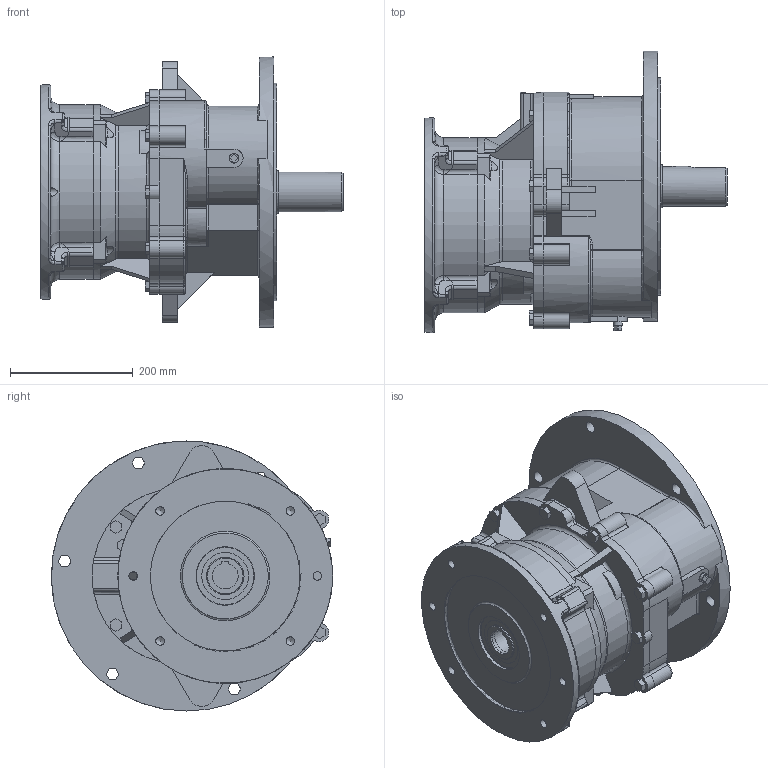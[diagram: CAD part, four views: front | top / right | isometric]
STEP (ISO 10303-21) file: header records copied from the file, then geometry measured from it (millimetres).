
FILE_DESCRIPTION (( 'STEP AP214' ), '1' );
FILE_NAME ('EK2DO08391H001_F1VM23_15KW_R5~10_defeature.stp', '2022-06-08T01:16:33', ( 'Windows 餌辨濠' ), ( '' ), 'SwSTEP 2.0', 'SolidWorks 2021', '' );
FILE_SCHEMA (( 'AUTOMOTIVE_DESIGN' ));
Length unit declared in the file: millimetre
Products named in the file (1): EK2DO08391H001_F1VM23_15KW_R5~10_defeature
Bounding box: 492.5 x 458.27 x 440 mm (x, y, z)
Volume: 28697242.9 mm3; surface area: 1042815.7 mm2
Topology: 2 solids, 3 shells, 819 faces, 2074 edges, 1280 vertices
Faces by surface type: plane 337, cylinder 335, torus 63, bspline 52, cone 28, sphere 4
Full cylindrical faces by diameter (mm): 4 x1, 14 x10, 19 x6, 52 x1, 60 x2, 65 x1, 70 x1, 75 x1, 76.3 x2, 93.7 x2, 95 x2, 335 x1, 350 x1, 355 x1, 440 x1
Entity records: 30013 total; most frequent: CARTESIAN_POINT 9782, ORIENTED_EDGE 3958, DIRECTION 3864, EDGE_CURVE 1979, AXIS2_PLACEMENT_3D 1457, VERTEX_POINT 1249, VECTOR 950, LINE 950
